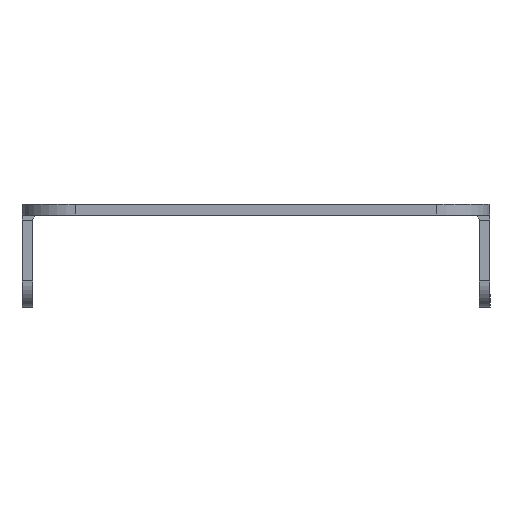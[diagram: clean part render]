
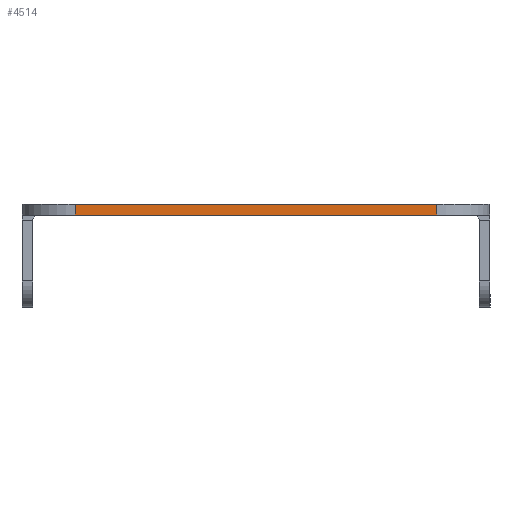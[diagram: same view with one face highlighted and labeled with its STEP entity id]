
A CAD part, left-side view. The second image highlights one B-rep face of the part: STEP entity #4514.
In plain terms, the highlighted planar face has unit normal (-1, 0, 0).
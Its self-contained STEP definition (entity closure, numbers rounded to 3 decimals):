
#22 = VERTEX_POINT ( 'NONE', #1739 ) ;
#49 = CARTESIAN_POINT ( 'NONE',  ( -292.1, -22., -1. ) ) ;
#203 = EDGE_CURVE ( 'NONE', #1484, #5700, #1199, .T. ) ;
#760 = DIRECTION ( 'NONE',  ( 0., 0., 1. ) ) ;
#773 = FACE_OUTER_BOUND ( 'NONE', #3093, .T. ) ;
#799 = LINE ( 'NONE', #907, #6259 ) ;
#907 = CARTESIAN_POINT ( 'NONE',  ( -292.1, -17., -1. ) ) ;
#1088 = DIRECTION ( 'NONE',  ( 0., -1., 0. ) ) ;
#1129 = CARTESIAN_POINT ( 'NONE',  ( -292.1, -17., 0. ) ) ;
#1191 = DIRECTION ( 'NONE',  ( -1., 0., 0. ) ) ;
#1199 = LINE ( 'NONE', #3431, #5721 ) ;
#1223 = DIRECTION ( 'NONE',  ( 0., 0., 1. ) ) ;
#1275 = LINE ( 'NONE', #49, #2562 ) ;
#1304 = DIRECTION ( 'NONE',  ( 0., 0., -1. ) ) ;
#1484 = VERTEX_POINT ( 'NONE', #1606 ) ;
#1606 = CARTESIAN_POINT ( 'NONE',  ( -292.1, 17., 0. ) ) ;
#1739 = CARTESIAN_POINT ( 'NONE',  ( -292.1, -17., -1. ) ) ;
#2356 = CARTESIAN_POINT ( 'NONE',  ( -292.1, 17., -1. ) ) ;
#2562 = VECTOR ( 'NONE', #6847, 1000. ) ;
#3093 = EDGE_LOOP ( 'NONE', ( #4271, #6856, #5992, #6429 ) ) ;
#3120 = EDGE_CURVE ( 'NONE', #4864, #22, #1275, .T. ) ;
#3431 = CARTESIAN_POINT ( 'NONE',  ( -292.1, -22., 0. ) ) ;
#3872 = AXIS2_PLACEMENT_3D ( 'NONE', #5235, #1191, #1223 ) ;
#4023 = EDGE_CURVE ( 'NONE', #1484, #4864, #5767, .T. ) ;
#4271 = ORIENTED_EDGE ( 'NONE', *, *, #203, .F. ) ;
#4514 = ADVANCED_FACE ( 'NONE', ( #773 ), #6314, .T. ) ;
#4864 = VERTEX_POINT ( 'NONE', #6683 ) ;
#5235 = CARTESIAN_POINT ( 'NONE',  ( -292.1, -22., -1. ) ) ;
#5421 = EDGE_CURVE ( 'NONE', #22, #5700, #799, .T. ) ;
#5526 = VECTOR ( 'NONE', #1304, 1000. ) ;
#5700 = VERTEX_POINT ( 'NONE', #1129 ) ;
#5721 = VECTOR ( 'NONE', #1088, 1000. ) ;
#5767 = LINE ( 'NONE', #2356, #5526 ) ;
#5992 = ORIENTED_EDGE ( 'NONE', *, *, #3120, .T. ) ;
#6259 = VECTOR ( 'NONE', #760, 1000. ) ;
#6314 = PLANE ( 'NONE',  #3872 ) ;
#6429 = ORIENTED_EDGE ( 'NONE', *, *, #5421, .T. ) ;
#6683 = CARTESIAN_POINT ( 'NONE',  ( -292.1, 17., -1. ) ) ;
#6847 = DIRECTION ( 'NONE',  ( 0., -1., 0. ) ) ;
#6856 = ORIENTED_EDGE ( 'NONE', *, *, #4023, .T. ) ;
